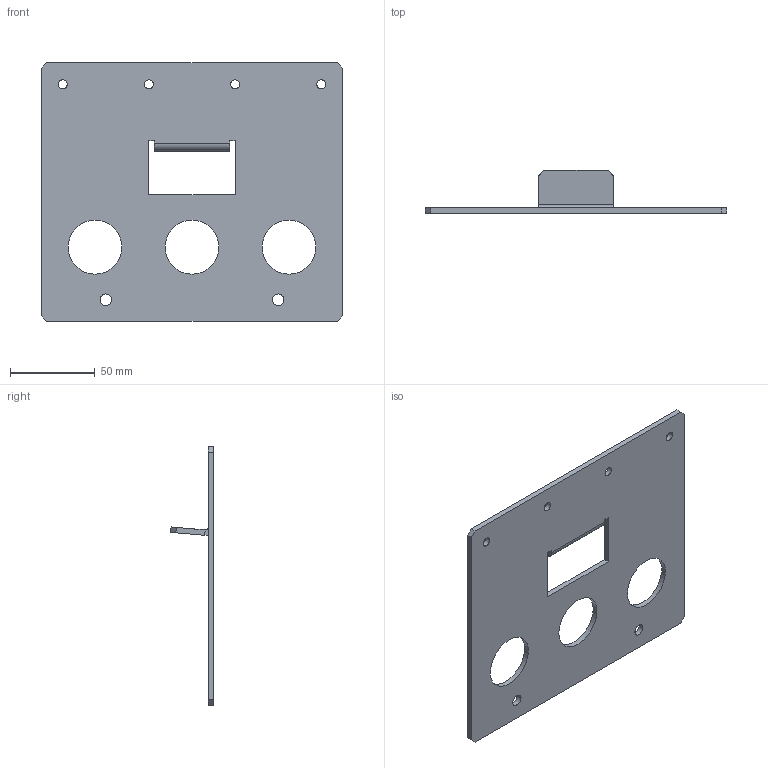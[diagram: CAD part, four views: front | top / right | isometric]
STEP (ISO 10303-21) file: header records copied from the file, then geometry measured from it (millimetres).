
FILE_DESCRIPTION (( 'STEP AP214' ), '1' );
FILE_NAME ('am-3959 AM14U4 Vertical Battery Mount Floor Plate.STEP', '2018-09-11T20:31:39', ( '' ), ( '' ), 'SwSTEP 2.0', 'SolidWorks 2018', '' );
FILE_SCHEMA (( 'AUTOMOTIVE_DESIGN' ));
Length unit declared in the file: inch
Products named in the file (1): am-3959 AM14U4 Vertical Battery Mount Floor Plate
Bounding box: 177.8 x 25.3 x 152.4 mm (x, y, z)
Volume: 76555.3 mm3; surface area: 52279.8 mm2
Topology: 1 solids, 1 shells, 37 faces, 97 edges, 62 vertices
Faces by surface type: plane 26, cylinder 11
Full cylindrical faces by diameter (mm): 5.334 x4, 6.756 x2, 31.75 x3
Entity records: 1164 total; most frequent: CARTESIAN_POINT 188, DIRECTION 186, ORIENTED_EDGE 176, EDGE_CURVE 88, VECTOR 66, EDGE_LOOP 66, LINE 66, VERTEX_POINT 62
